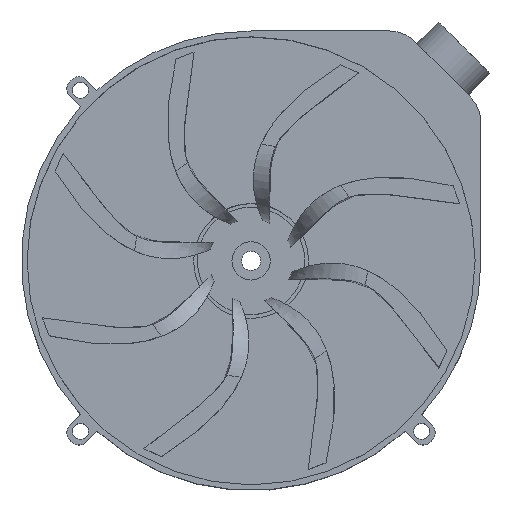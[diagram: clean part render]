
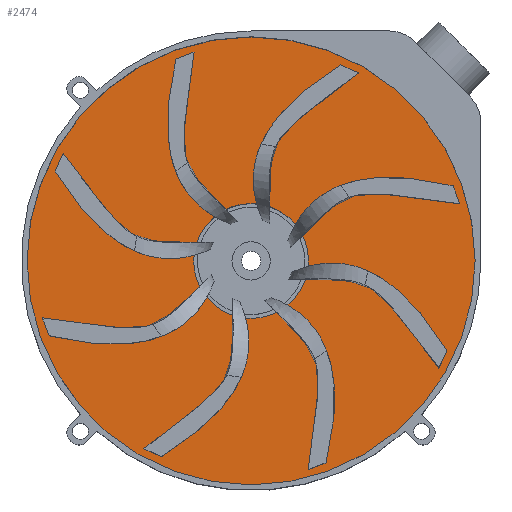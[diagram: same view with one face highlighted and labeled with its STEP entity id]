
A CAD part, top view. The second image highlights one B-rep face of the part: STEP entity #2474.
In plain terms, the highlighted planar face has unit normal (0, 0, 1).
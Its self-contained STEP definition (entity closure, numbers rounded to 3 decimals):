
#217=FACE_BOUND('',#470,.T.);
#244=PLANE('',#2686);
#315=FACE_OUTER_BOUND('',#469,.T.);
#469=EDGE_LOOP('',(#1799,#1800,#1801,#1802,#1803,#1804,#1805));
#470=EDGE_LOOP('',(#1806));
#660=LINE('',#3693,#827);
#663=LINE('',#3699,#830);
#664=LINE('',#3703,#831);
#827=VECTOR('',#3014,10.);
#830=VECTOR('',#3019,10.);
#831=VECTOR('',#3022,10.);
#984=CIRCLE('',#2683,4.);
#986=CIRCLE('',#2687,4.);
#987=CIRCLE('',#2688,58.5);
#988=CIRCLE('',#2689,58.5);
#989=CIRCLE('',#2690,15.);
#1132=VERTEX_POINT('',#3677);
#1133=VERTEX_POINT('',#3679);
#1137=VERTEX_POINT('',#3692);
#1139=VERTEX_POINT('',#3698);
#1140=VERTEX_POINT('',#3700);
#1141=VERTEX_POINT('',#3702);
#1142=VERTEX_POINT('',#3704);
#1143=VERTEX_POINT('',#3707);
#1394=EDGE_CURVE('',#1133,#1132,#984,.T.);
#1399=EDGE_CURVE('',#1133,#1137,#660,.T.);
#1402=EDGE_CURVE('',#1132,#1139,#663,.T.);
#1403=EDGE_CURVE('',#1139,#1140,#986,.T.);
#1404=EDGE_CURVE('',#1140,#1141,#664,.T.);
#1405=EDGE_CURVE('',#1141,#1142,#987,.T.);
#1406=EDGE_CURVE('',#1142,#1137,#988,.T.);
#1407=EDGE_CURVE('',#1143,#1143,#989,.T.);
#1799=ORIENTED_EDGE('',*,*,#1394,.T.);
#1800=ORIENTED_EDGE('',*,*,#1402,.T.);
#1801=ORIENTED_EDGE('',*,*,#1403,.T.);
#1802=ORIENTED_EDGE('',*,*,#1404,.T.);
#1803=ORIENTED_EDGE('',*,*,#1405,.T.);
#1804=ORIENTED_EDGE('',*,*,#1406,.T.);
#1805=ORIENTED_EDGE('',*,*,#1399,.F.);
#1806=ORIENTED_EDGE('',*,*,#1407,.T.);
#2474=ADVANCED_FACE('',(#315,#217),#244,.T.);
#2683=AXIS2_PLACEMENT_3D('',#3680,#3006,#3007);
#2686=AXIS2_PLACEMENT_3D('',#3697,#3017,#3018);
#2687=AXIS2_PLACEMENT_3D('',#3701,#3020,#3021);
#2688=AXIS2_PLACEMENT_3D('',#3705,#3023,#3024);
#2689=AXIS2_PLACEMENT_3D('',#3706,#3025,#3026);
#2690=AXIS2_PLACEMENT_3D('',#3708,#3027,#3028);
#3006=DIRECTION('center_axis',(0.,0.,1.));
#3007=DIRECTION('ref_axis',(0.924,0.383,0.));
#3014=DIRECTION('',(0.,-1.,0.));
#3017=DIRECTION('center_axis',(0.,0.,1.));
#3018=DIRECTION('ref_axis',(1.,0.,0.));
#3019=DIRECTION('',(-0.707,0.707,0.));
#3020=DIRECTION('center_axis',(0.,0.,1.));
#3021=DIRECTION('ref_axis',(0.383,0.924,0.));
#3022=DIRECTION('',(-1.,0.,0.));
#3023=DIRECTION('center_axis',(0.,0.,1.));
#3024=DIRECTION('ref_axis',(-1.,0.,0.));
#3025=DIRECTION('center_axis',(0.,0.,1.));
#3026=DIRECTION('ref_axis',(-1.,0.,0.));
#3027=DIRECTION('center_axis',(0.,0.,-1.));
#3028=DIRECTION('ref_axis',(-1.,0.,0.));
#3677=CARTESIAN_POINT('',(53.778,43.393,2.));
#3679=CARTESIAN_POINT('',(54.95,40.565,2.));
#3680=CARTESIAN_POINT('Origin',(50.95,40.565,2.));
#3692=CARTESIAN_POINT('',(54.95,20.069,2.));
#3693=CARTESIAN_POINT('',(54.95,42.222,2.));
#3697=CARTESIAN_POINT('Origin',(0.,0.,2.));
#3698=CARTESIAN_POINT('',(43.393,53.778,2.));
#3699=CARTESIAN_POINT('',(48.586,48.586,2.));
#3700=CARTESIAN_POINT('',(40.565,54.95,2.));
#3701=CARTESIAN_POINT('Origin',(40.565,50.95,2.));
#3702=CARTESIAN_POINT('',(20.069,54.95,2.));
#3703=CARTESIAN_POINT('',(42.222,54.95,2.));
#3704=CARTESIAN_POINT('',(58.5,0.,2.));
#3705=CARTESIAN_POINT('Origin',(0.,0.,2.));
#3706=CARTESIAN_POINT('Origin',(0.,0.,2.));
#3707=CARTESIAN_POINT('',(15.,0.,2.));
#3708=CARTESIAN_POINT('Origin',(0.,0.,2.));
